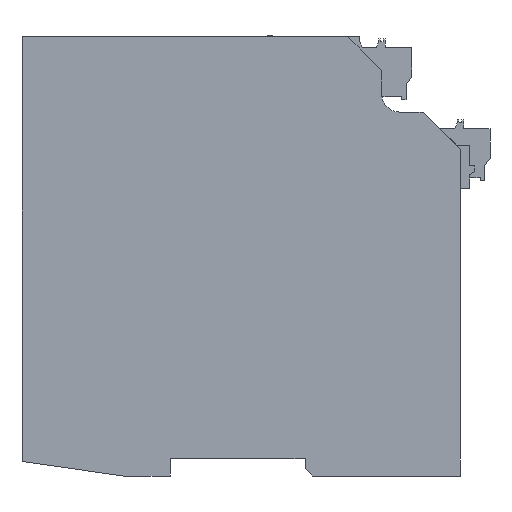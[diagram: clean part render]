
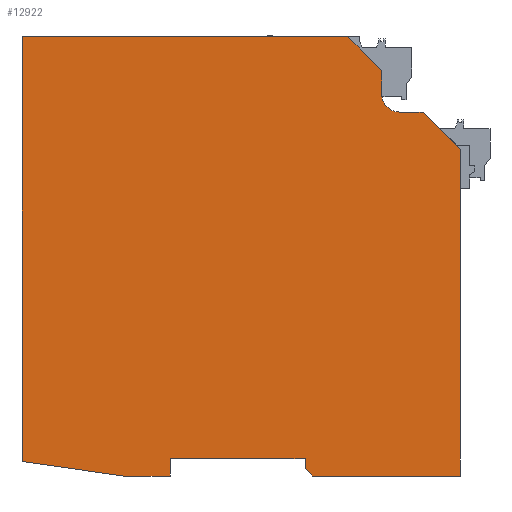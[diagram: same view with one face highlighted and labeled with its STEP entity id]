
A CAD part, front view. The second image highlights one B-rep face of the part: STEP entity #12922.
In plain terms, the highlighted planar face has unit normal (0, -1, 0).
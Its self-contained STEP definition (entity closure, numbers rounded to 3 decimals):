
#26 = EDGE_CURVE ( 'NONE', #11625, #11153, #14590, .T. ) ;
#2717 = CARTESIAN_POINT ( 'NONE',  ( 18.25, -14.45, 2.133 ) ) ;
#2718 = DIRECTION ( 'NONE',  ( 0., 0., -1. ) ) ;
#2719 = VECTOR ( 'NONE', #2718, 1000. ) ;
#2720 = CARTESIAN_POINT ( 'NONE',  ( 18.25, -14.45, -75.159 ) ) ;
#2721 = LINE ( 'NONE', #2720, #2719 ) ;
#2805 = CARTESIAN_POINT ( 'NONE',  ( 62.5, -14.45, 0. ) ) ;
#2806 = DIRECTION ( 'NONE',  ( 0., 0., 1. ) ) ;
#2807 = VECTOR ( 'NONE', #2806, 1000. ) ;
#2808 = CARTESIAN_POINT ( 'NONE',  ( 62.5, -14.45, -75.159 ) ) ;
#2809 = LINE ( 'NONE', #2808, #2807 ) ;
#2810 = CARTESIAN_POINT ( 'NONE',  ( 62.5, -14.45, 93.265 ) ) ;
#2819 = CARTESIAN_POINT ( 'NONE',  ( 51.925, -14.45, 103.84 ) ) ;
#2867 = CARTESIAN_POINT ( 'NONE',  ( 20.25, -14.45, 0. ) ) ;
#2868 = DIRECTION ( 'NONE',  ( 0.684, 0., -0.73 ) ) ;
#2869 = VECTOR ( 'NONE', #2868, 1000. ) ;
#2870 = CARTESIAN_POINT ( 'NONE',  ( 18.25, -14.45, 2.133 ) ) ;
#2871 = LINE ( 'NONE', #2870, #2869 ) ;
#2888 = DIRECTION ( 'NONE',  ( 1., 0., 0. ) ) ;
#2889 = VECTOR ( 'NONE', #2888, 1000. ) ;
#2890 = CARTESIAN_POINT ( 'NONE',  ( 0., -14.45, 0. ) ) ;
#2891 = LINE ( 'NONE', #2890, #2889 ) ;
#2926 = DIRECTION ( 'NONE',  ( 0., 0., 1. ) ) ;
#2927 = VECTOR ( 'NONE', #2926, 1000. ) ;
#2928 = CARTESIAN_POINT ( 'NONE',  ( 40.119, -14.45, -75.159 ) ) ;
#2929 = LINE ( 'NONE', #2928, #2927 ) ;
#2930 = CARTESIAN_POINT ( 'NONE',  ( 40.119, -14.45, 115.646 ) ) ;
#2945 = DIRECTION ( 'NONE',  ( -0.707, 0., 0.707 ) ) ;
#2946 = VECTOR ( 'NONE', #2945, 1000. ) ;
#2947 = CARTESIAN_POINT ( 'NONE',  ( 62.5, -14.45, 93.265 ) ) ;
#2949 = LINE ( 'NONE', #2947, #2946 ) ;
#2954 = DIRECTION ( 'NONE',  ( 0., 0., -1. ) ) ;
#2955 = DIRECTION ( 'NONE',  ( 0., 1., 0. ) ) ;
#2956 = CARTESIAN_POINT ( 'NONE',  ( 45.119, -14.45, 108.84 ) ) ;
#2957 = AXIS2_PLACEMENT_3D ( 'NONE', #2956, #2955, #2954 ) ;
#2958 = CIRCLE ( 'NONE', #2957, 5. ) ;
#2959 = CARTESIAN_POINT ( 'NONE',  ( 40.119, -14.45, 108.84 ) ) ;
#2981 = CARTESIAN_POINT ( 'NONE',  ( 45.119, -14.45, 103.84 ) ) ;
#2982 = DIRECTION ( 'NONE',  ( -1., 0., 0. ) ) ;
#2983 = VECTOR ( 'NONE', #2982, 1000. ) ;
#2984 = CARTESIAN_POINT ( 'NONE',  ( 0., -14.45, 103.84 ) ) ;
#2985 = LINE ( 'NONE', #2984, #2983 ) ;
#3014 = CARTESIAN_POINT ( 'NONE',  ( -20.25, -14.45, 0. ) ) ;
#3065 = CARTESIAN_POINT ( 'NONE',  ( -33.45, -14.45, 0. ) ) ;
#3066 = DIRECTION ( 'NONE',  ( 0.99, 0., -0.141 ) ) ;
#3067 = VECTOR ( 'NONE', #3066, 1000. ) ;
#3068 = CARTESIAN_POINT ( 'NONE',  ( -62.5, -14.45, 4.15 ) ) ;
#3069 = LINE ( 'NONE', #3068, #3067 ) ;
#3093 = DIRECTION ( 'NONE',  ( -0.707, 0., 0.707 ) ) ;
#3094 = VECTOR ( 'NONE', #3093, 1000. ) ;
#3095 = CARTESIAN_POINT ( 'NONE',  ( 40.119, -14.45, 115.646 ) ) ;
#3096 = LINE ( 'NONE', #3095, #3094 ) ;
#3127 = CARTESIAN_POINT ( 'NONE',  ( -62.5, -14.45, 4.15 ) ) ;
#3128 = DIRECTION ( 'NONE',  ( 0., 0., -1. ) ) ;
#3129 = VECTOR ( 'NONE', #3128, 1000. ) ;
#3130 = CARTESIAN_POINT ( 'NONE',  ( -62.5, -14.45, -75.159 ) ) ;
#3131 = LINE ( 'NONE', #3130, #3129 ) ;
#3287 = FACE_OUTER_BOUND ( 'NONE', #12923, .T. ) ;
#3288 = DIRECTION ( 'NONE',  ( 0., 0., 1. ) ) ;
#3289 = VECTOR ( 'NONE', #3288, 1000. ) ;
#3290 = CARTESIAN_POINT ( 'NONE',  ( -20.25, -14.45, -75.159 ) ) ;
#3291 = LINE ( 'NONE', #3290, #3289 ) ;
#3320 = DIRECTION ( 'NONE',  ( 0., 0., -1. ) ) ;
#3321 = DIRECTION ( 'NONE',  ( 0., -1., 0. ) ) ;
#3322 = CARTESIAN_POINT ( 'NONE',  ( 0., -14.45, -75.159 ) ) ;
#3323 = AXIS2_PLACEMENT_3D ( 'NONE', #3322, #3321, #3320 ) ;
#3324 = PLANE ( 'NONE',  #3323 ) ;
#3350 = DIRECTION ( 'NONE',  ( 1., 0., 0. ) ) ;
#3351 = VECTOR ( 'NONE', #3350, 1000. ) ;
#3352 = CARTESIAN_POINT ( 'NONE',  ( 0., -14.45, 0. ) ) ;
#3353 = LINE ( 'NONE', #3352, #3351 ) ;
#11153 = VERTEX_POINT ( 'NONE', #15007 ) ;
#11625 = VERTEX_POINT ( 'NONE', #16485 ) ;
#11728 = VERTEX_POINT ( 'NONE', #16871 ) ;
#11732 = VERTEX_POINT ( 'NONE', #16866 ) ;
#11734 = EDGE_CURVE ( 'NONE', #11728, #11732, #16864, .T. ) ;
#12730 = EDGE_CURVE ( 'NONE', #11153, #12731, #2721, .T. ) ;
#12731 = VERTEX_POINT ( 'NONE', #2717 ) ;
#12769 = VERTEX_POINT ( 'NONE', #2819 ) ;
#12777 = VERTEX_POINT ( 'NONE', #2810 ) ;
#12779 = EDGE_CURVE ( 'NONE', #12781, #12777, #2809, .T. ) ;
#12781 = VERTEX_POINT ( 'NONE', #2805 ) ;
#12798 = EDGE_CURVE ( 'NONE', #12731, #12799, #2871, .T. ) ;
#12799 = VERTEX_POINT ( 'NONE', #2867 ) ;
#12807 = EDGE_CURVE ( 'NONE', #12799, #12781, #2891, .T. ) ;
#12812 = VERTEX_POINT ( 'NONE', #2930 ) ;
#12814 = EDGE_CURVE ( 'NONE', #12826, #12812, #2929, .T. ) ;
#12826 = VERTEX_POINT ( 'NONE', #2959 ) ;
#12828 = EDGE_CURVE ( 'NONE', #12841, #12826, #2958, .T. ) ;
#12834 = EDGE_CURVE ( 'NONE', #12777, #12769, #2949, .T. ) ;
#12840 = EDGE_CURVE ( 'NONE', #12769, #12841, #2985, .T. ) ;
#12841 = VERTEX_POINT ( 'NONE', #2981 ) ;
#12854 = VERTEX_POINT ( 'NONE', #3014 ) ;
#12869 = EDGE_CURVE ( 'NONE', #12885, #12870, #3069, .T. ) ;
#12870 = VERTEX_POINT ( 'NONE', #3065 ) ;
#12877 = EDGE_CURVE ( 'NONE', #12812, #11728, #3096, .T. ) ;
#12884 = EDGE_CURVE ( 'NONE', #11732, #12885, #3131, .T. ) ;
#12885 = VERTEX_POINT ( 'NONE', #3127 ) ;
#12905 = ORIENTED_EDGE ( 'NONE', *, *, #12798, .T. ) ;
#12906 = ORIENTED_EDGE ( 'NONE', *, *, #12807, .T. ) ;
#12907 = ORIENTED_EDGE ( 'NONE', *, *, #12779, .T. ) ;
#12908 = ORIENTED_EDGE ( 'NONE', *, *, #12834, .T. ) ;
#12909 = ORIENTED_EDGE ( 'NONE', *, *, #12840, .T. ) ;
#12910 = ORIENTED_EDGE ( 'NONE', *, *, #12828, .T. ) ;
#12911 = ORIENTED_EDGE ( 'NONE', *, *, #12814, .T. ) ;
#12912 = ORIENTED_EDGE ( 'NONE', *, *, #12877, .T. ) ;
#12913 = ORIENTED_EDGE ( 'NONE', *, *, #11734, .T. ) ;
#12914 = ORIENTED_EDGE ( 'NONE', *, *, #12884, .T. ) ;
#12915 = ORIENTED_EDGE ( 'NONE', *, *, #12869, .T. ) ;
#12918 = EDGE_CURVE ( 'NONE', #12854, #11625, #3291, .T. ) ;
#12922 = ADVANCED_FACE ( 'NONE', ( #3287 ), #3324, .T. ) ;
#12923 = EDGE_LOOP ( 'NONE', ( #12924, #12925, #12926, #12927, #12905, #12906, #12907, #12908, #12909, #12910, #12911, #12912, #12913, #12914, #12915 ) ) ;
#12924 = ORIENTED_EDGE ( 'NONE', *, *, #12933, .T. ) ;
#12925 = ORIENTED_EDGE ( 'NONE', *, *, #12918, .T. ) ;
#12926 = ORIENTED_EDGE ( 'NONE', *, *, #26, .T. ) ;
#12927 = ORIENTED_EDGE ( 'NONE', *, *, #12730, .T. ) ;
#12933 = EDGE_CURVE ( 'NONE', #12870, #12854, #3353, .T. ) ;
#14587 = DIRECTION ( 'NONE',  ( 1., 0., 0. ) ) ;
#14588 = VECTOR ( 'NONE', #14587, 1000. ) ;
#14589 = CARTESIAN_POINT ( 'NONE',  ( 0., -14.45, 5. ) ) ;
#14590 = LINE ( 'NONE', #14589, #14588 ) ;
#15007 = CARTESIAN_POINT ( 'NONE',  ( 18.25, -14.45, 5. ) ) ;
#16485 = CARTESIAN_POINT ( 'NONE',  ( -20.25, -14.45, 5. ) ) ;
#16861 = DIRECTION ( 'NONE',  ( -1., 0., 0. ) ) ;
#16862 = VECTOR ( 'NONE', #16861, 1000. ) ;
#16863 = CARTESIAN_POINT ( 'NONE',  ( 0., -14.45, 125.34 ) ) ;
#16864 = LINE ( 'NONE', #16863, #16862 ) ;
#16866 = CARTESIAN_POINT ( 'NONE',  ( -62.5, -14.45, 125.34 ) ) ;
#16871 = CARTESIAN_POINT ( 'NONE',  ( 30.425, -14.45, 125.34 ) ) ;
